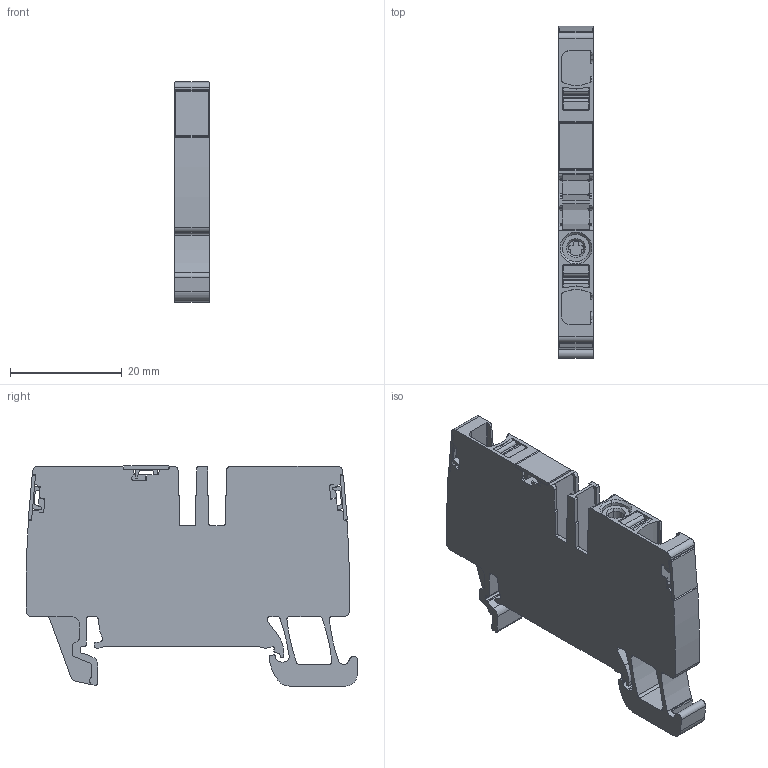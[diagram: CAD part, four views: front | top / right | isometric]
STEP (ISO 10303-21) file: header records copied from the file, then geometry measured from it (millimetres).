
FILE_DESCRIPTION(('CATIA V5R22 STEP214','CAx-IF Rec.Pracs.--- Model Styling and Organization---1.4--- 2014-01-23'),'2;1');
FILE_NAME ('2004279-1_0', '2024-04-05T07:14:00+00:00', ('Weidmueller Interface'), ('Weidmueller'), 'CATIA Version 5-6 Release 2016 SP3 HF44', 'CATIA V5 STEP AP214', 'none');
FILE_SCHEMA(('AUTOMOTIVE_DESIGN { 1 0 10303 214 1 1 1 1 }'));
Length unit declared in the file: millimetre
Products named in the file (1): 3025860000
Bounding box: 6.1 x 59.49 x 39.45 mm (x, y, z)
Volume: 9575.3 mm3; surface area: 6949.6 mm2
Topology: 6 solids, 6 shells, 622 faces, 1774 edges, 1178 vertices
Faces by surface type: plane 323, cylinder 239, extrusion 36, torus 20, cone 4
Entity records: 20613 total; most frequent: CARTESIAN_POINT 4904, ORIENTED_EDGE 3548, DIRECTION 2647, EDGE_CURVE 1774, VECTOR 1212, VERTEX_POINT 1178, LINE 1176, AXIS2_PLACEMENT_3D 938
